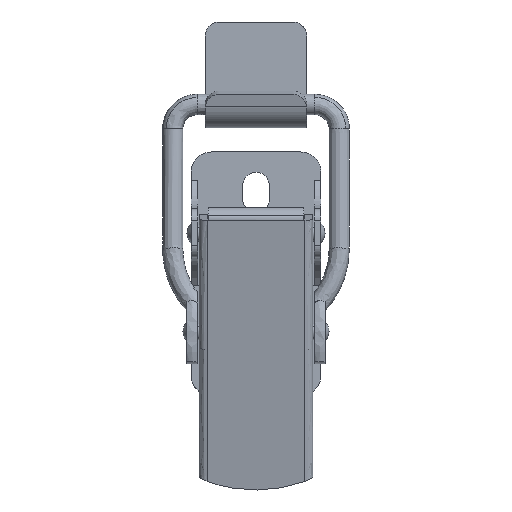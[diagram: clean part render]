
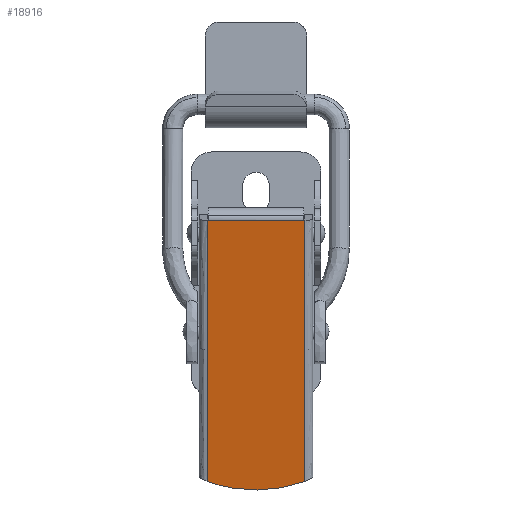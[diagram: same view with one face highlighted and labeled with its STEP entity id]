
A CAD part, front view. The second image highlights one B-rep face of the part: STEP entity #18916.
In plain terms, the highlighted free-form (B-spline) face has degree [1, 1] with [2, 2] control points.
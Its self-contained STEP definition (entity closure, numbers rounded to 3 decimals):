
#17199=CARTESIAN_POINT('',(-10.907,12.0,-92.094));
#17200=VERTEX_POINT('',#17199);
#17236=CARTESIAN_POINT('',(-10.907,12.0,-26.716));
#17237=VERTEX_POINT('',#17236);
#17238=CARTESIAN_POINT('',(-10.907,12.0,-26.716));
#17239=CARTESIAN_POINT('',(-10.907,12.0,-92.094));
#17240=QUASI_UNIFORM_CURVE('',1,(#17238,#17239),.UNSPECIFIED.,.F.,.U.);
#17241=EDGE_CURVE('',#17237,#17200,#17240,.T.);
#17287=CARTESIAN_POINT('',(-10.907,-12.0,-92.094));
#17288=VERTEX_POINT('',#17287);
#17339=CARTESIAN_POINT('',(-10.907,-12.0,-26.716));
#17340=VERTEX_POINT('',#17339);
#17346=CARTESIAN_POINT('',(-10.907,-12.0,-92.094));
#17347=CARTESIAN_POINT('',(-10.907,-12.0,-26.716));
#17348=QUASI_UNIFORM_CURVE('',1,(#17346,#17347),.UNSPECIFIED.,.F.,.U.);
#17349=EDGE_CURVE('',#17288,#17340,#17348,.T.);
#17764=CARTESIAN_POINT('',(-10.907,-12.0,-26.716));
#17765=CARTESIAN_POINT('',(-10.907,12.0,-26.716));
#17766=QUASI_UNIFORM_CURVE('',1,(#17764,#17765),.UNSPECIFIED.,.F.,.U.);
#17767=EDGE_CURVE('',#17340,#17237,#17766,.T.);
#17837=CARTESIAN_POINT('',(-10.907,-12.0,-92.094));
#17838=CARTESIAN_POINT('',(-10.907,-9.783,-92.903));
#17839=CARTESIAN_POINT('',(-10.907,-6.054,-93.85));
#17840=CARTESIAN_POINT('',(-10.907,-0.959,-94.283));
#17841=CARTESIAN_POINT('',(-10.907,3.384,-94.14));
#17842=CARTESIAN_POINT('',(-10.907,7.679,-93.465));
#17843=CARTESIAN_POINT('',(-10.907,10.622,-92.597));
#17844=CARTESIAN_POINT('',(-10.907,12.0,-92.094));
#17845=B_SPLINE_CURVE_WITH_KNOTS('',3,(#17837,#17838,#17839,#17840,#17841,#17842,#17843,#17844),.UNSPECIFIED.,.F.,.U.,(4,1,1,1,1,4),(0.,7.081,11.483,15.311,20.095,24.497),.UNSPECIFIED.);
#17846=EDGE_CURVE('',#17288,#17200,#17845,.T.);
#18905=CARTESIAN_POINT('',(-10.907,-13.199,-97.587));
#18906=CARTESIAN_POINT('',(-10.907,-13.199,-23.344));
#18907=CARTESIAN_POINT('',(-10.907,13.199,-97.587));
#18908=CARTESIAN_POINT('',(-10.907,13.199,-23.344));
#18909=B_SPLINE_SURFACE_WITH_KNOTS('',1,1,((#18905,#18907),(#18906,#18908)),.UNSPECIFIED.,.F.,.F.,.U.,(2,2),(2,2),(0.0,74.242),(0.0,26.398),.UNSPECIFIED.);
#18910=ORIENTED_EDGE('',*,*,#17846,.F.);
#18911=ORIENTED_EDGE('',*,*,#17349,.T.);
#18912=ORIENTED_EDGE('',*,*,#17767,.T.);
#18913=ORIENTED_EDGE('',*,*,#17241,.T.);
#18914=EDGE_LOOP('',(#18910,#18911,#18912,#18913));
#18915=FACE_OUTER_BOUND('',#18914,.T.);
#18916=ADVANCED_FACE('',(#18915),#18909,.T.);
